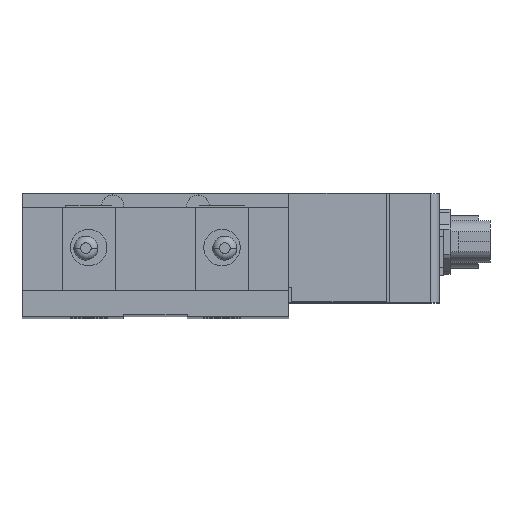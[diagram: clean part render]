
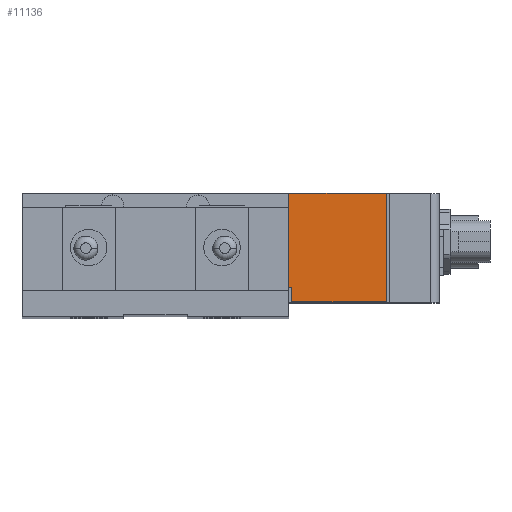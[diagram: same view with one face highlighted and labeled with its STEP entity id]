
A CAD part, top view. The second image highlights one B-rep face of the part: STEP entity #11136.
In plain terms, the highlighted planar face has unit normal (0, 0, 1).
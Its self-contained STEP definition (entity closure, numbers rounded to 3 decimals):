
#458 = CARTESIAN_POINT ( 'NONE',  ( 0., 0., 19.9 ) ) ;
#612 = EDGE_CURVE ( 'NONE', #831, #13090, #5381, .T. ) ;
#831 = VERTEX_POINT ( 'NONE', #8017 ) ;
#847 = CARTESIAN_POINT ( 'NONE',  ( 25., -13.076, 19.9 ) ) ;
#1664 = DIRECTION ( 'NONE',  ( 1., 0., 0. ) ) ;
#1976 = ORIENTED_EDGE ( 'NONE', *, *, #14485, .T. ) ;
#2184 = EDGE_CURVE ( 'NONE', #11522, #13488, #15524, .T. ) ;
#2767 = CARTESIAN_POINT ( 'NONE',  ( 25., 10.4, 19.9 ) ) ;
#3406 = CARTESIAN_POINT ( 'NONE',  ( 43.35, -9.9, 19.9 ) ) ;
#4960 = DIRECTION ( 'NONE',  ( 0., 1., 0. ) ) ;
#4999 = LINE ( 'NONE', #13986, #12626 ) ;
#5381 = LINE ( 'NONE', #13187, #5718 ) ;
#5587 = CARTESIAN_POINT ( 'NONE',  ( 25., -7.176, 19.9 ) ) ;
#5718 = VECTOR ( 'NONE', #15942, 1000. ) ;
#6348 = CARTESIAN_POINT ( 'NONE',  ( 25.55, -9.9, 19.9 ) ) ;
#6480 = VECTOR ( 'NONE', #12592, 1000. ) ;
#6596 = EDGE_CURVE ( 'NONE', #13090, #6859, #14607, .T. ) ;
#6859 = VERTEX_POINT ( 'NONE', #5587 ) ;
#7097 = EDGE_CURVE ( 'NONE', #6859, #8172, #8725, .T. ) ;
#7296 = VECTOR ( 'NONE', #11304, 1000. ) ;
#7795 = DIRECTION ( 'NONE',  ( 1., 0., 0. ) ) ;
#7888 = FACE_OUTER_BOUND ( 'NONE', #16866, .T. ) ;
#8017 = CARTESIAN_POINT ( 'NONE',  ( 43.35, 10.4, 19.9 ) ) ;
#8172 = VERTEX_POINT ( 'NONE', #10096 ) ;
#8725 = LINE ( 'NONE', #11640, #12958 ) ;
#9912 = ORIENTED_EDGE ( 'NONE', *, *, #2184, .T. ) ;
#10096 = CARTESIAN_POINT ( 'NONE',  ( 25.55, -7.176, 19.9 ) ) ;
#10193 = EDGE_CURVE ( 'NONE', #13488, #831, #16775, .T. ) ;
#11010 = ORIENTED_EDGE ( 'NONE', *, *, #6596, .T. ) ;
#11136 = ADVANCED_FACE ( 'NONE', ( #7888 ), #16858, .T. ) ;
#11304 = DIRECTION ( 'NONE',  ( 0., -1., 0. ) ) ;
#11522 = VERTEX_POINT ( 'NONE', #16730 ) ;
#11640 = CARTESIAN_POINT ( 'NONE',  ( 10.4, -7.176, 19.9 ) ) ;
#11816 = AXIS2_PLACEMENT_3D ( 'NONE', #458, #15102, #7795 ) ;
#12592 = DIRECTION ( 'NONE',  ( 1., 0., 0. ) ) ;
#12626 = VECTOR ( 'NONE', #17103, 1000. ) ;
#12676 = ORIENTED_EDGE ( 'NONE', *, *, #10193, .T. ) ;
#12693 = ORIENTED_EDGE ( 'NONE', *, *, #7097, .T. ) ;
#12958 = VECTOR ( 'NONE', #1664, 1000. ) ;
#13090 = VERTEX_POINT ( 'NONE', #2767 ) ;
#13098 = CARTESIAN_POINT ( 'NONE',  ( 43.35, -9.9, 19.9 ) ) ;
#13187 = CARTESIAN_POINT ( 'NONE',  ( 43.35, 10.4, 19.9 ) ) ;
#13488 = VERTEX_POINT ( 'NONE', #13098 ) ;
#13986 = CARTESIAN_POINT ( 'NONE',  ( 25.55, -7.176, 19.9 ) ) ;
#14485 = EDGE_CURVE ( 'NONE', #8172, #11522, #4999, .T. ) ;
#14607 = LINE ( 'NONE', #847, #7296 ) ;
#15102 = DIRECTION ( 'NONE',  ( 0., 0., 1. ) ) ;
#15524 = LINE ( 'NONE', #6348, #6480 ) ;
#15942 = DIRECTION ( 'NONE',  ( -1., 0., 0. ) ) ;
#16730 = CARTESIAN_POINT ( 'NONE',  ( 25.55, -9.9, 19.9 ) ) ;
#16775 = LINE ( 'NONE', #3406, #18674 ) ;
#16858 = PLANE ( 'NONE',  #11816 ) ;
#16866 = EDGE_LOOP ( 'NONE', ( #19199, #11010, #12693, #1976, #9912, #12676 ) ) ;
#17103 = DIRECTION ( 'NONE',  ( 0., -1., 0. ) ) ;
#18674 = VECTOR ( 'NONE', #4960, 1000. ) ;
#19199 = ORIENTED_EDGE ( 'NONE', *, *, #612, .T. ) ;
